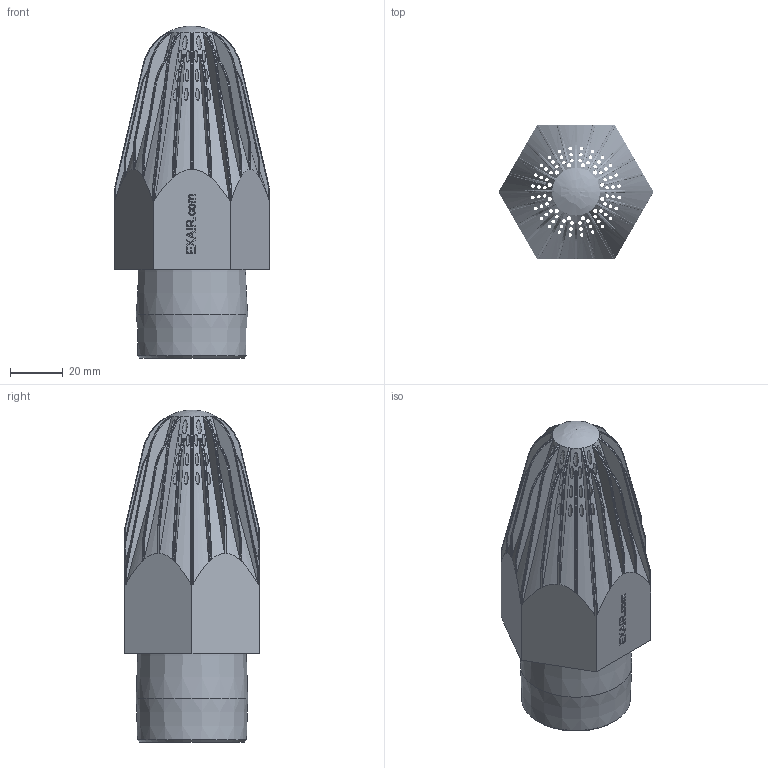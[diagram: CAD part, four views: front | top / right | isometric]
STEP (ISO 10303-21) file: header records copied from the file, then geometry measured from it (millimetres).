
FILE_DESCRIPTION((''),'2;1');
FILE_NAME('1119.stp','2009-09-14T11:05:00',('David Woerner'),(''),'Autodesk Inventor 2010','Autodesk Inventor 2010','');
FILE_SCHEMA(('AUTOMOTIVE_DESIGN { 1 0 10303 214 1 1 1 1 }'));
Length unit declared in the file: inch
Products named in the file (3): 1119; 1118; 900688
Assembly tree (2 placements, depth 2):
  1119
    1118
    900688
Bounding box: 58.66 x 50.8 x 125.6 mm (x, y, z)
Volume: 93790.5 mm3; surface area: 49118.2 mm2
Topology: 2 solids, 2 shells, 471 faces, 1394 edges, 939 vertices
Faces by surface type: plane 161, cylinder 158, bspline 74, torus 48, cone 30
Full cylindrical faces by diameter (mm): 1.397 x48, 34.798 x1, 38.1 x1
Entity records: 23382 total; most frequent: CARTESIAN_POINT 12032, ORIENTED_EDGE 2596, DIRECTION 1767, EDGE_CURVE 1298, VERTEX_POINT 937, EDGE_LOOP 747, AXIS2_PLACEMENT_3D 642, VECTOR 483
